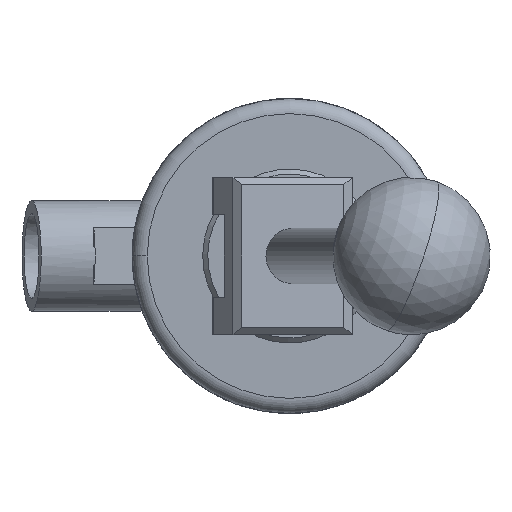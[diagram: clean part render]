
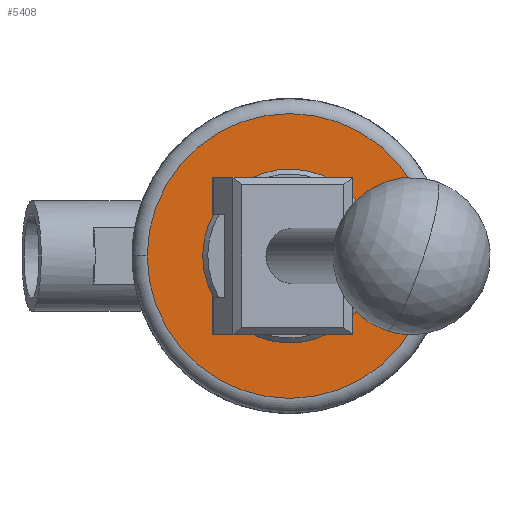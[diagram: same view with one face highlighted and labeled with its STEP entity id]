
A CAD part, front view. The second image highlights one B-rep face of the part: STEP entity #5408.
In plain terms, the highlighted planar face has unit normal (0, -1, 0).
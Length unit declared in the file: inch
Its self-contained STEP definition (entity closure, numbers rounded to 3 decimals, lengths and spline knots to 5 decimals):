
#1066 = EDGE_CURVE ( 'NONE', #10053, #12276, #2494, .T. ) ;
#1188 = CARTESIAN_POINT ( 'NONE',  ( 0., 0., 0. ) ) ;
#1969 = ORIENTED_EDGE ( 'NONE', *, *, #2969, .F. ) ;
#1989 = DIRECTION ( 'NONE',  ( 0., -1., 0. ) ) ;
#2116 = EDGE_LOOP ( 'NONE', ( #2839, #7102 ) ) ;
#2126 = CARTESIAN_POINT ( 'NONE',  ( 0., 0., 0. ) ) ;
#2228 = CIRCLE ( 'NONE', #7952, 1.13 ) ;
#2328 = CARTESIAN_POINT ( 'NONE',  ( 0., 0., 0. ) ) ;
#2494 = CIRCLE ( 'NONE', #14448, 0.348 ) ;
#2839 = ORIENTED_EDGE ( 'NONE', *, *, #6660, .T. ) ;
#2841 = PLANE ( 'NONE',  #12676 ) ;
#2938 = CIRCLE ( 'NONE', #15392, 0.348 ) ;
#2969 = EDGE_CURVE ( 'NONE', #12276, #10053, #2938, .T. ) ;
#3905 = CARTESIAN_POINT ( 'NONE',  ( 0., 0., 0. ) ) ;
#3986 = CARTESIAN_POINT ( 'NONE',  ( -1.13, 0., 0. ) ) ;
#4519 = DIRECTION ( 'NONE',  ( 1., 0., 0. ) ) ;
#4577 = DIRECTION ( 'NONE',  ( 0., -1., 0. ) ) ;
#4847 = DIRECTION ( 'NONE',  ( 1., 0., 0. ) ) ;
#4864 = VERTEX_POINT ( 'NONE', #12737 ) ;
#5408 = ADVANCED_FACE ( 'NONE', ( #14029, #8554 ), #2841, .T. ) ;
#5672 = DIRECTION ( 'NONE',  ( 0., -1., 0. ) ) ;
#5938 = AXIS2_PLACEMENT_3D ( 'NONE', #1188, #5672, #4519 ) ;
#6660 = EDGE_CURVE ( 'NONE', #4864, #12692, #2228, .T. ) ;
#6748 = DIRECTION ( 'NONE',  ( 1., 0., 0. ) ) ;
#6969 = CARTESIAN_POINT ( 'NONE',  ( 0.348, 0., 0. ) ) ;
#7102 = ORIENTED_EDGE ( 'NONE', *, *, #12857, .T. ) ;
#7952 = AXIS2_PLACEMENT_3D ( 'NONE', #2328, #4577, #9353 ) ;
#8554 = FACE_BOUND ( 'NONE', #9077, .T. ) ;
#8618 = CARTESIAN_POINT ( 'NONE',  ( 0., 0., -0.348 ) ) ;
#9077 = EDGE_LOOP ( 'NONE', ( #11764, #1969 ) ) ;
#9099 = CARTESIAN_POINT ( 'NONE',  ( -0.348, 0., 0. ) ) ;
#9353 = DIRECTION ( 'NONE',  ( 1., 0., 0. ) ) ;
#10053 = VERTEX_POINT ( 'NONE', #6969 ) ;
#10803 = DIRECTION ( 'NONE',  ( 0., -1., 0. ) ) ;
#11764 = ORIENTED_EDGE ( 'NONE', *, *, #1066, .F. ) ;
#12114 = DIRECTION ( 'NONE',  ( 0., -1., 0. ) ) ;
#12276 = VERTEX_POINT ( 'NONE', #9099 ) ;
#12666 = CIRCLE ( 'NONE', #5938, 1.13 ) ;
#12676 = AXIS2_PLACEMENT_3D ( 'NONE', #8618, #12114, #13608 ) ;
#12692 = VERTEX_POINT ( 'NONE', #3986 ) ;
#12737 = CARTESIAN_POINT ( 'NONE',  ( 1.13, 0., 0. ) ) ;
#12857 = EDGE_CURVE ( 'NONE', #12692, #4864, #12666, .T. ) ;
#13608 = DIRECTION ( 'NONE',  ( 1., 0., 0. ) ) ;
#14029 = FACE_OUTER_BOUND ( 'NONE', #2116, .T. ) ;
#14448 = AXIS2_PLACEMENT_3D ( 'NONE', #3905, #10803, #4847 ) ;
#15392 = AXIS2_PLACEMENT_3D ( 'NONE', #2126, #1989, #6748 ) ;
